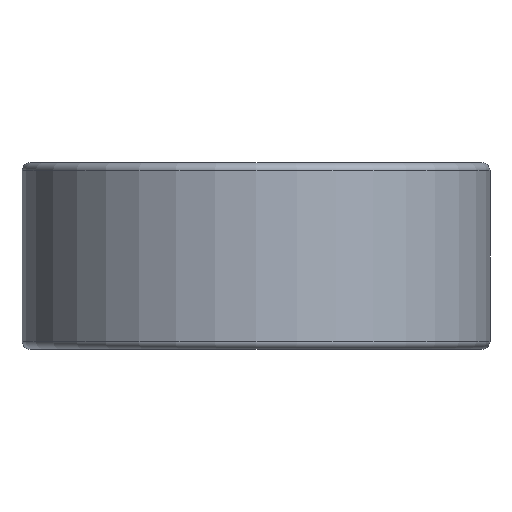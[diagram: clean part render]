
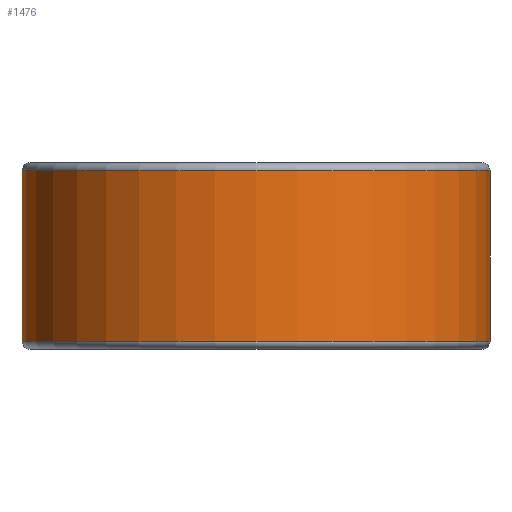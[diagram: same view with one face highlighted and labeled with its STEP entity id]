
A CAD part, front view. The second image highlights one B-rep face of the part: STEP entity #1476.
In plain terms, the highlighted cylindrical face has radius 21.819 mm (diameter 43.637 mm), a partial arc.
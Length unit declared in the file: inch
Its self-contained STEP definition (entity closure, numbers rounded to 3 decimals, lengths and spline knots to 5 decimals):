
#10 = CARTESIAN_POINT ( 'NONE',  ( 0.781, -2.031, 0. ) ) ;
#191 = DIRECTION ( 'NONE',  ( 0., 0., 1. ) ) ;
#350 = EDGE_LOOP ( 'NONE', ( #1570, #2628, #2040, #2455 ) ) ;
#429 = EDGE_CURVE ( 'NONE', #856, #570, #611, .T. ) ;
#518 = CARTESIAN_POINT ( 'NONE',  ( 0.781, -2.031, 0.3125 ) ) ;
#570 = VERTEX_POINT ( 'NONE', #721 ) ;
#608 = VECTOR ( 'NONE', #2565, 39.37008 ) ;
#610 = CIRCLE ( 'NONE', #2529, 0.859 ) ;
#611 = LINE ( 'NONE', #2145, #608 ) ;
#645 = CARTESIAN_POINT ( 'NONE',  ( 0.781, -2.031, -0.3125 ) ) ;
#721 = CARTESIAN_POINT ( 'NONE',  ( 1.64, -2.031, 0.3125 ) ) ;
#740 = DIRECTION ( 'NONE',  ( 1., 0., 0. ) ) ;
#856 = VERTEX_POINT ( 'NONE', #1708 ) ;
#860 = DIRECTION ( 'NONE',  ( 1., 0., 0. ) ) ;
#1029 = EDGE_CURVE ( 'NONE', #2675, #570, #1131, .T. ) ;
#1131 = CIRCLE ( 'NONE', #1558, 0.859 ) ;
#1258 = DIRECTION ( 'NONE',  ( 0., 0., -1. ) ) ;
#1476 = ADVANCED_FACE ( 'NONE', ( #2533 ), #1866, .T. ) ;
#1517 = AXIS2_PLACEMENT_3D ( 'NONE', #10, #191, #2516 ) ;
#1558 = AXIS2_PLACEMENT_3D ( 'NONE', #518, #1998, #740 ) ;
#1570 = ORIENTED_EDGE ( 'NONE', *, *, #1596, .T. ) ;
#1596 = EDGE_CURVE ( 'NONE', #1639, #856, #610, .T. ) ;
#1639 = VERTEX_POINT ( 'NONE', #1914 ) ;
#1686 = CARTESIAN_POINT ( 'NONE',  ( -0.078, -2.031, 0.3125 ) ) ;
#1708 = CARTESIAN_POINT ( 'NONE',  ( 1.64, -2.031, -0.3125 ) ) ;
#1866 = CYLINDRICAL_SURFACE ( 'NONE', #1517, 0.859 ) ;
#1914 = CARTESIAN_POINT ( 'NONE',  ( -0.078, -2.031, -0.3125 ) ) ;
#1998 = DIRECTION ( 'NONE',  ( 0., 0., 1. ) ) ;
#2040 = ORIENTED_EDGE ( 'NONE', *, *, #1029, .F. ) ;
#2106 = VECTOR ( 'NONE', #1258, 39.37008 ) ;
#2121 = DIRECTION ( 'NONE',  ( 0., 0., 1. ) ) ;
#2145 = CARTESIAN_POINT ( 'NONE',  ( 1.64, -2.031, 0. ) ) ;
#2455 = ORIENTED_EDGE ( 'NONE', *, *, #2470, .T. ) ;
#2470 = EDGE_CURVE ( 'NONE', #2675, #1639, #2670, .T. ) ;
#2516 = DIRECTION ( 'NONE',  ( 1., 0., 0. ) ) ;
#2529 = AXIS2_PLACEMENT_3D ( 'NONE', #645, #2121, #860 ) ;
#2533 = FACE_OUTER_BOUND ( 'NONE', #350, .T. ) ;
#2565 = DIRECTION ( 'NONE',  ( 0., 0., 1. ) ) ;
#2625 = CARTESIAN_POINT ( 'NONE',  ( -0.078, -2.031, 0.3125 ) ) ;
#2628 = ORIENTED_EDGE ( 'NONE', *, *, #429, .T. ) ;
#2670 = LINE ( 'NONE', #1686, #2106 ) ;
#2675 = VERTEX_POINT ( 'NONE', #2625 ) ;
